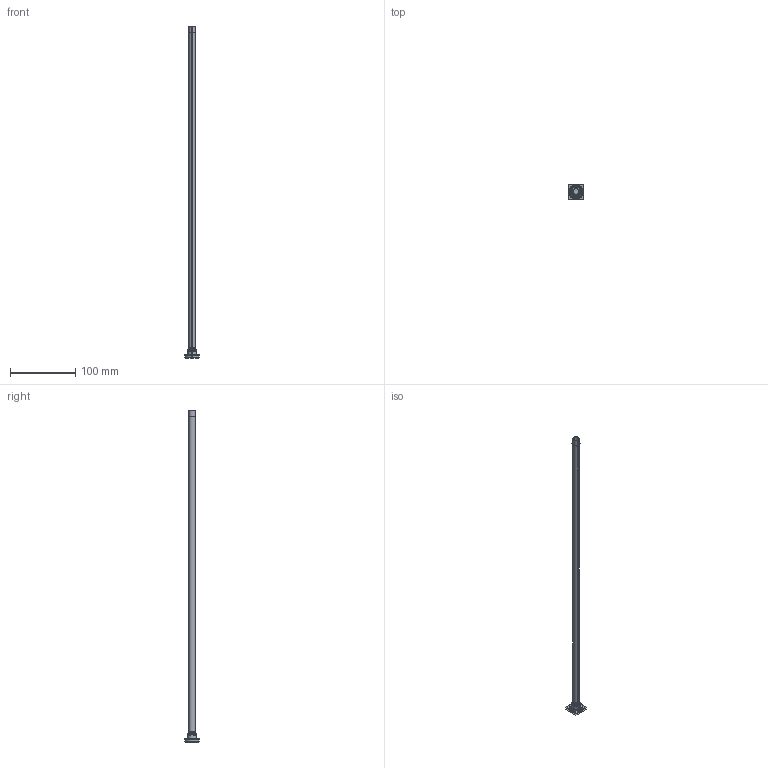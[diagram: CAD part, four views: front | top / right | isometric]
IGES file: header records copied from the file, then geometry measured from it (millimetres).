
Start section:  PTC IGES file: 436.igs
Global section: file name: 436.igs; native system: Creo Parametric by PTC Inc.; preprocessor: 2018500; author: NSantos; organization: Unknown; date: 20210615.231532; units: inch
Bounding box: 22.66 x 22.66 x 508.74 mm (x, y, z)
Surface area: 212267.1 mm2 (no closed solid volume)
Topology: 0 solids, 0 shells, 110 faces, 1583 edges, 2113 vertices
Faces by surface type: revolution 94, bspline 16
